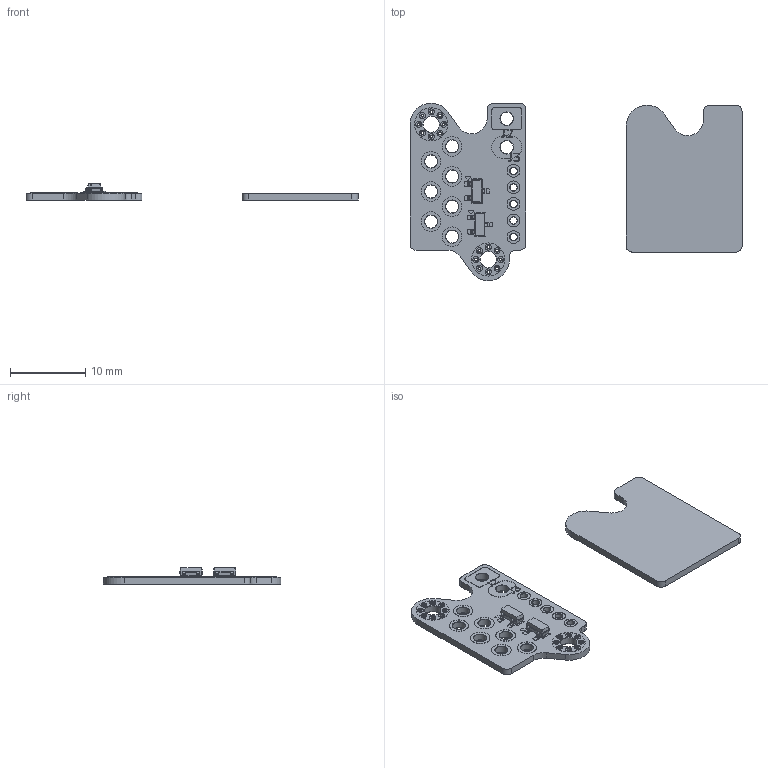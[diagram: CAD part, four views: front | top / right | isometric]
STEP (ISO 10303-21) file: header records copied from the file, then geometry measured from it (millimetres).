
FILE_DESCRIPTION(('KiCad electronic assembly'),'2;1');
FILE_NAME('VORTAC_TOOLPLATE_REV1.step','2025-05-24T21:10:09',('Pcbnew'), ('Kicad'),'Open CASCADE STEP processor 7.8','KiCad to STEP converter', 'Unknown');
FILE_SCHEMA(('AUTOMOTIVE_DESIGN { 1 0 10303 214 1 1 1 1 }'));
Length unit declared in the file: millimetre
Products named in the file (6): VORTAC_TOOLPLATE_REV1 1; SOT-23; VORTAC_TOOLPLATE_REV1_pad; VORTAC_TOOLPLATE_REV1_silkscreen; VORTAC_TOOLPLATE_REV1_PCB_1; VORTAC_TOOLPLATE_REV1_PCB_2
Assembly tree (6 placements, depth 2):
  VORTAC_TOOLPLATE_REV1 1
    SOT-23  x2
    VORTAC_TOOLPLATE_REV1_pad
    VORTAC_TOOLPLATE_REV1_silkscreen
    VORTAC_TOOLPLATE_REV1_PCB_1
    VORTAC_TOOLPLATE_REV1_PCB_2
Bounding box: 44.12 x 23.57 x 2.23 mm (x, y, z)
Volume: 515.4 mm3; surface area: 1887.6 mm2
Topology: 106 solids, 116 shells, 727 faces, 1533 edges, 1028 vertices
Faces by surface type: plane 346, cylinder 327, bspline 54
Full cylindrical faces by diameter (mm): 0.35 x80, 0.4 x32, 0.8 x32, 0.95 x15, 1 x10, 1.7 x31, 1.75 x20, 1.8 x4, 2.15 x6, 2.2 x4, 2.6 x14, 4.4 x4
Entity records: 19391 total; most frequent: DIRECTION 3241, CARTESIAN_POINT 3046, ORIENTED_EDGE 2604, EDGE_CURVE 1353, AXIS2_PLACEMENT_3D 1289, FACE_BOUND 971, EDGE_LOOP 971, VERTEX_POINT 922
